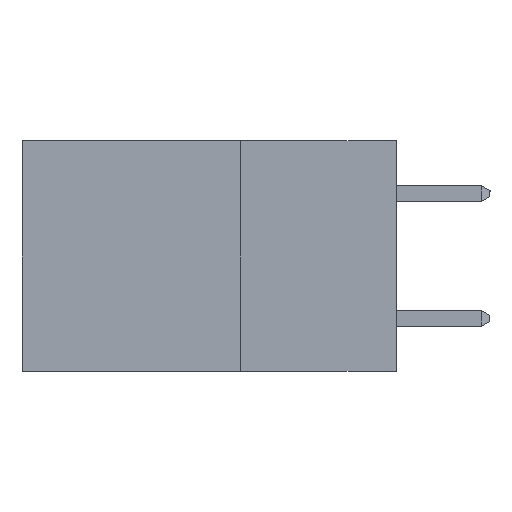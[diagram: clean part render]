
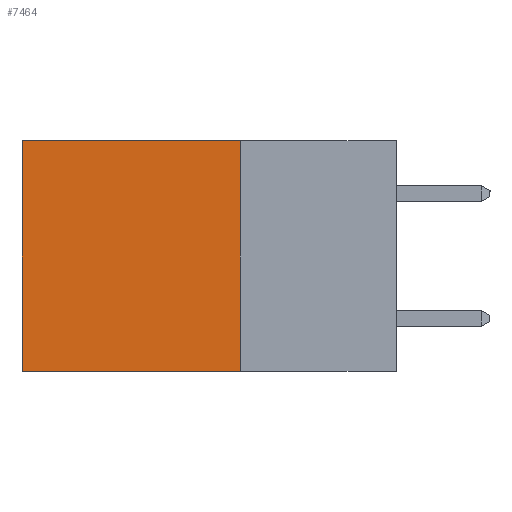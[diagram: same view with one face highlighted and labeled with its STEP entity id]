
A CAD part, left-side view. The second image highlights one B-rep face of the part: STEP entity #7464.
In plain terms, the highlighted planar face has unit normal (-1, 0, 0).
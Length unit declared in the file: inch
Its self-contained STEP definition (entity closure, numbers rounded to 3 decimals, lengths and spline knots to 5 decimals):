
#379 = LINE ( 'NONE', #2173, #5154 ) ;
#387 = VERTEX_POINT ( 'NONE', #581 ) ;
#581 = CARTESIAN_POINT ( 'NONE',  ( 0.2615, 0.25, 0. ) ) ;
#896 = FACE_OUTER_BOUND ( 'NONE', #7667, .T. ) ;
#989 = DIRECTION ( 'NONE',  ( 0., 0., -1. ) ) ;
#2038 = LINE ( 'NONE', #8192, #8027 ) ;
#2173 = CARTESIAN_POINT ( 'NONE',  ( 0.2615, 0.25, -0.37 ) ) ;
#2472 = DIRECTION ( 'NONE',  ( 1., 0., 0. ) ) ;
#2716 = CARTESIAN_POINT ( 'NONE',  ( 0.2615, 0.6, -0.37 ) ) ;
#2972 = CARTESIAN_POINT ( 'NONE',  ( 0.2615, 0.25, 0. ) ) ;
#4226 = DIRECTION ( 'NONE',  ( 0., 0., -1. ) ) ;
#4307 = ORIENTED_EDGE ( 'NONE', *, *, #10645, .T. ) ;
#4365 = ORIENTED_EDGE ( 'NONE', *, *, #8181, .F. ) ;
#4502 = DIRECTION ( 'NONE',  ( 0., 1., 0. ) ) ;
#5154 = VECTOR ( 'NONE', #8214, 39.37008 ) ;
#5974 = EDGE_CURVE ( 'NONE', #387, #9973, #379, .T. ) ;
#6316 = LINE ( 'NONE', #2972, #7421 ) ;
#6412 = CARTESIAN_POINT ( 'NONE',  ( 0.2615, 0.25, -0.37 ) ) ;
#6434 = VERTEX_POINT ( 'NONE', #7192 ) ;
#6767 = ORIENTED_EDGE ( 'NONE', *, *, #5974, .F. ) ;
#6779 = EDGE_CURVE ( 'NONE', #8762, #6434, #9540, .T. ) ;
#7192 = CARTESIAN_POINT ( 'NONE',  ( 0.2615, 0.6, -0.37 ) ) ;
#7421 = VECTOR ( 'NONE', #4502, 39.37008 ) ;
#7464 = ADVANCED_FACE ( 'NONE', ( #896 ), #9451, .F. ) ;
#7667 = EDGE_LOOP ( 'NONE', ( #8890, #4365, #6767, #4307 ) ) ;
#8027 = VECTOR ( 'NONE', #8858, 39.37008 ) ;
#8181 = EDGE_CURVE ( 'NONE', #9973, #6434, #2038, .T. ) ;
#8192 = CARTESIAN_POINT ( 'NONE',  ( 0.2615, 0.25, -0.37 ) ) ;
#8214 = DIRECTION ( 'NONE',  ( 0., 0., -1. ) ) ;
#8502 = CARTESIAN_POINT ( 'NONE',  ( 0.2615, 0.25, -0.37 ) ) ;
#8762 = VERTEX_POINT ( 'NONE', #10009 ) ;
#8858 = DIRECTION ( 'NONE',  ( 0., 1., 0. ) ) ;
#8890 = ORIENTED_EDGE ( 'NONE', *, *, #6779, .T. ) ;
#9451 = PLANE ( 'NONE',  #10207 ) ;
#9540 = LINE ( 'NONE', #2716, #10216 ) ;
#9973 = VERTEX_POINT ( 'NONE', #6412 ) ;
#10009 = CARTESIAN_POINT ( 'NONE',  ( 0.2615, 0.6, 0. ) ) ;
#10207 = AXIS2_PLACEMENT_3D ( 'NONE', #8502, #2472, #4226 ) ;
#10216 = VECTOR ( 'NONE', #989, 39.37008 ) ;
#10645 = EDGE_CURVE ( 'NONE', #387, #8762, #6316, .T. ) ;
